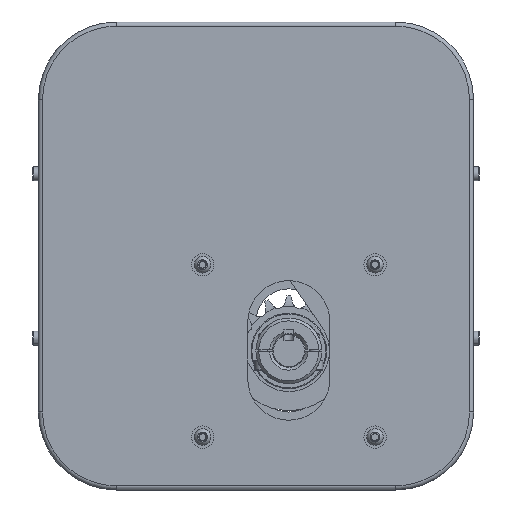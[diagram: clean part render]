
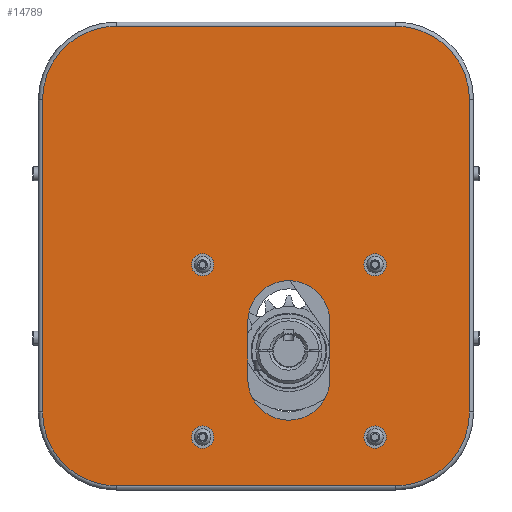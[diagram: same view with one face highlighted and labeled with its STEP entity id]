
A CAD part, front view. The second image highlights one B-rep face of the part: STEP entity #14789.
In plain terms, the highlighted planar face has unit normal (0, -1, 0).
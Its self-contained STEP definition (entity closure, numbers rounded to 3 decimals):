
#974=FACE_BOUND('',#2563,.T.);
#975=FACE_BOUND('',#2564,.T.);
#976=FACE_BOUND('',#2565,.T.);
#977=FACE_BOUND('',#2566,.T.);
#978=FACE_BOUND('',#2567,.T.);
#1215=PLANE('',#15808);
#1628=FACE_OUTER_BOUND('',#2562,.T.);
#2562=EDGE_LOOP('',(#10239,#10240,#10241,#10242,#10243,#10244,#10245,#10246));
#2563=EDGE_LOOP('',(#10247));
#2564=EDGE_LOOP('',(#10248));
#2565=EDGE_LOOP('',(#10249));
#2566=EDGE_LOOP('',(#10250));
#2567=EDGE_LOOP('',(#10251,#10252,#10253,#10254));
#3709=LINE('',#22730,#4680);
#3713=LINE('',#22741,#4684);
#3715=LINE('',#22748,#4686);
#3717=LINE('',#22768,#4688);
#3720=LINE('',#22775,#4691);
#3721=LINE('',#22789,#4692);
#4680=VECTOR('',#17821,1.);
#4684=VECTOR('',#17833,1.);
#4686=VECTOR('',#17839,1.);
#4688=VECTOR('',#17863,1.);
#4691=VECTOR('',#17870,1.);
#4692=VECTOR('',#17889,1.);
#5633=CIRCLE('',#15757,3.5);
#5635=CIRCLE('',#15760,3.5);
#5637=CIRCLE('',#15763,3.5);
#5639=CIRCLE('',#15766,3.5);
#5641=CIRCLE('',#15769,25.);
#5643=CIRCLE('',#15773,25.);
#5648=CIRCLE('',#15781,45.);
#5652=CIRCLE('',#15786,45.);
#5656=CIRCLE('',#15793,45.);
#5660=CIRCLE('',#15798,45.);
#6566=VERTEX_POINT('',#22696);
#6568=VERTEX_POINT('',#22702);
#6570=VERTEX_POINT('',#22708);
#6572=VERTEX_POINT('',#22714);
#6574=VERTEX_POINT('',#22720);
#6575=VERTEX_POINT('',#22721);
#6578=VERTEX_POINT('',#22729);
#6580=VERTEX_POINT('',#22735);
#6582=VERTEX_POINT('',#22744);
#6584=VERTEX_POINT('',#22747);
#6586=VERTEX_POINT('',#22753);
#6589=VERTEX_POINT('',#22760);
#6590=VERTEX_POINT('',#22765);
#6593=VERTEX_POINT('',#22772);
#6594=VERTEX_POINT('',#22777);
#6597=VERTEX_POINT('',#22784);
#7975=EDGE_CURVE('',#6566,#6566,#5633,.T.);
#7978=EDGE_CURVE('',#6568,#6568,#5635,.T.);
#7981=EDGE_CURVE('',#6570,#6570,#5637,.T.);
#7984=EDGE_CURVE('',#6572,#6572,#5639,.T.);
#7987=EDGE_CURVE('',#6574,#6575,#5641,.T.);
#7991=EDGE_CURVE('',#6575,#6578,#3709,.T.);
#7994=EDGE_CURVE('',#6578,#6580,#5643,.T.);
#7997=EDGE_CURVE('',#6580,#6574,#3713,.T.);
#8000=EDGE_CURVE('',#6584,#6582,#3715,.T.);
#8004=EDGE_CURVE('',#6582,#6586,#5648,.T.);
#8008=EDGE_CURVE('',#6589,#6584,#5652,.T.);
#8010=EDGE_CURVE('',#6586,#6590,#3717,.T.);
#8014=EDGE_CURVE('',#6593,#6589,#3720,.T.);
#8016=EDGE_CURVE('',#6590,#6594,#5656,.T.);
#8020=EDGE_CURVE('',#6597,#6593,#5660,.T.);
#8021=EDGE_CURVE('',#6594,#6597,#3721,.T.);
#10239=ORIENTED_EDGE('',*,*,#8000,.T.);
#10240=ORIENTED_EDGE('',*,*,#8004,.T.);
#10241=ORIENTED_EDGE('',*,*,#8010,.T.);
#10242=ORIENTED_EDGE('',*,*,#8016,.T.);
#10243=ORIENTED_EDGE('',*,*,#8021,.T.);
#10244=ORIENTED_EDGE('',*,*,#8020,.T.);
#10245=ORIENTED_EDGE('',*,*,#8014,.T.);
#10246=ORIENTED_EDGE('',*,*,#8008,.T.);
#10247=ORIENTED_EDGE('',*,*,#7975,.T.);
#10248=ORIENTED_EDGE('',*,*,#7978,.T.);
#10249=ORIENTED_EDGE('',*,*,#7981,.T.);
#10250=ORIENTED_EDGE('',*,*,#7984,.T.);
#10251=ORIENTED_EDGE('',*,*,#7994,.T.);
#10252=ORIENTED_EDGE('',*,*,#7997,.T.);
#10253=ORIENTED_EDGE('',*,*,#7987,.T.);
#10254=ORIENTED_EDGE('',*,*,#7991,.T.);
#14789=ADVANCED_FACE('',(#1628,#974,#975,#976,#977,#978),#1215,.T.);
#15757=AXIS2_PLACEMENT_3D('',#22697,#17785,#17786);
#15760=AXIS2_PLACEMENT_3D('',#22703,#17792,#17793);
#15763=AXIS2_PLACEMENT_3D('',#22709,#17799,#17800);
#15766=AXIS2_PLACEMENT_3D('',#22715,#17806,#17807);
#15769=AXIS2_PLACEMENT_3D('',#22722,#17813,#17814);
#15773=AXIS2_PLACEMENT_3D('',#22736,#17826,#17827);
#15781=AXIS2_PLACEMENT_3D('',#22756,#17847,#17848);
#15786=AXIS2_PLACEMENT_3D('',#22763,#17857,#17858);
#15793=AXIS2_PLACEMENT_3D('',#22780,#17875,#17876);
#15798=AXIS2_PLACEMENT_3D('',#22787,#17885,#17886);
#15808=AXIS2_PLACEMENT_3D('',#22813,#17914,#17915);
#17785=DIRECTION('center_axis',(0.,1.,0.));
#17786=DIRECTION('ref_axis',(1.,0.,0.));
#17792=DIRECTION('center_axis',(0.,1.,0.));
#17793=DIRECTION('ref_axis',(1.,0.,0.));
#17799=DIRECTION('center_axis',(0.,1.,0.));
#17800=DIRECTION('ref_axis',(-1.,0.,0.));
#17806=DIRECTION('center_axis',(0.,1.,0.));
#17807=DIRECTION('ref_axis',(-1.,0.,0.));
#17813=DIRECTION('center_axis',(0.,1.,0.));
#17814=DIRECTION('ref_axis',(-1.,0.,0.));
#17821=DIRECTION('',(0.,0.,-1.));
#17826=DIRECTION('center_axis',(0.,1.,0.));
#17827=DIRECTION('ref_axis',(1.,0.,0.));
#17833=DIRECTION('',(0.,0.,1.));
#17839=DIRECTION('',(-1.,0.,0.));
#17847=DIRECTION('center_axis',(0.,-1.,0.));
#17848=DIRECTION('ref_axis',(-0.707,0.,0.707));
#17857=DIRECTION('center_axis',(0.,-1.,0.));
#17858=DIRECTION('ref_axis',(0.707,0.,0.707));
#17863=DIRECTION('',(0.,0.,-1.));
#17870=DIRECTION('',(0.,0.,1.));
#17875=DIRECTION('center_axis',(0.,-1.,0.));
#17876=DIRECTION('ref_axis',(-0.707,0.,-0.707));
#17885=DIRECTION('center_axis',(0.,-1.,0.));
#17886=DIRECTION('ref_axis',(0.707,0.,-0.707));
#17889=DIRECTION('',(1.,0.,0.));
#17914=DIRECTION('center_axis',(0.,-1.,0.));
#17915=DIRECTION('ref_axis',(0.,0.,
1.));
#22696=CARTESIAN_POINT('',(-41.506,-75.,-227.802));
#22697=CARTESIAN_POINT('Origin',(-38.006,-75.,-227.802));
#22702=CARTESIAN_POINT('',(-41.506,-75.,-122.802));
#22703=CARTESIAN_POINT('Origin',(-38.006,-75.,-122.802));
#22708=CARTESIAN_POINT('',(-139.506,-75.,-122.802));
#22709=CARTESIAN_POINT('Origin',(-143.006,-75.,-122.802));
#22714=CARTESIAN_POINT('',(-139.506,-75.,-227.802));
#22715=CARTESIAN_POINT('Origin',(-143.006,-75.,-227.802));
#22720=CARTESIAN_POINT('',(-115.506,-75.,-157.504));
#22721=CARTESIAN_POINT('',(-65.506,-75.,-157.504));
#22722=CARTESIAN_POINT('Origin',(-90.506,-75.,-157.504));
#22729=CARTESIAN_POINT('',(-65.506,-75.,-192.504));
#22730=CARTESIAN_POINT('',(-65.506,-75.,-137.504));
#22735=CARTESIAN_POINT('',(-115.506,-75.,-192.504));
#22736=CARTESIAN_POINT('Origin',(-90.506,-75.,-192.504));
#22741=CARTESIAN_POINT('',(-115.506,-75.,-155.004));
#22744=CARTESIAN_POINT('',(-195.496,-75.,22.496));
#22747=CARTESIAN_POINT('',(-25.496,-75.,22.496));
#22748=CARTESIAN_POINT('',(-67.996,-75.,22.496));
#22753=CARTESIAN_POINT('',(-240.496,-75.,-22.504));
#22756=CARTESIAN_POINT('Origin',(-195.496,-75.,-22.504));
#22760=CARTESIAN_POINT('',(19.504,-75.,-22.504));
#22763=CARTESIAN_POINT('Origin',(-25.496,-75.,-22.504));
#22765=CARTESIAN_POINT('',(-240.496,-75.,-212.504));
#22768=CARTESIAN_POINT('',(-240.496,-75.,-70.004));
#22772=CARTESIAN_POINT('',(19.504,-75.,-212.504));
#22775=CARTESIAN_POINT('',(19.504,-75.,-165.004));
#22777=CARTESIAN_POINT('',(-195.496,-75.,-257.504));
#22780=CARTESIAN_POINT('Origin',(-195.496,-75.,-212.504));
#22784=CARTESIAN_POINT('',(-25.496,-75.,-257.504));
#22787=CARTESIAN_POINT('Origin',(-25.496,-75.,-212.504));
#22789=CARTESIAN_POINT('',(-152.996,-75.,-257.504));
#22813=CARTESIAN_POINT('Origin',(-110.496,-75.,-117.504));
